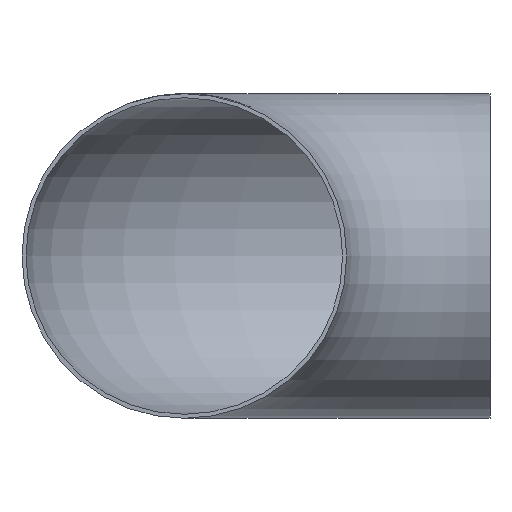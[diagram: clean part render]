
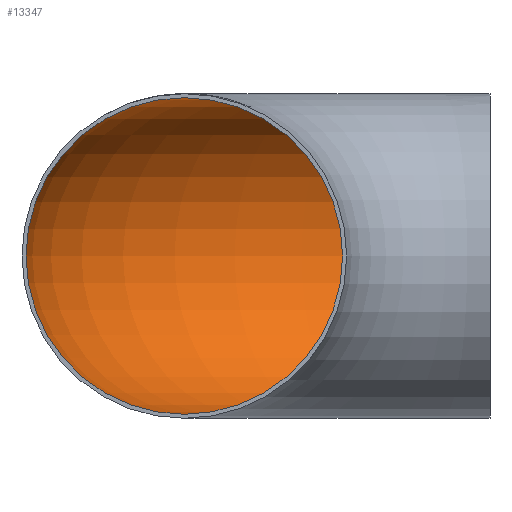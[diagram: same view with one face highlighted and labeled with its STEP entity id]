
A CAD part, front view. The second image highlights one B-rep face of the part: STEP entity #13347.
In plain terms, the highlighted toroidal (fillet/blend) face has major radius 305 mm and minor radius 157.95 mm.
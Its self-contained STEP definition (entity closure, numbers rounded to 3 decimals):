
#3155 = AXIS2_PLACEMENT_3D ( 'NONE', #14110, #17143, #3602 ) ;
#3602 = DIRECTION ( 'NONE',  ( 0., 0., 1. ) ) ;
#3872 = FACE_OUTER_BOUND ( 'NONE', #9815, .T. ) ;
#5325 = CIRCLE ( 'NONE', #22132, 157.95 ) ;
#6076 = DIRECTION ( 'NONE',  ( -1., 0., 0. ) ) ;
#6950 = TOROIDAL_SURFACE ( 'NONE', #11275, 305., 157.95 ) ;
#8120 = EDGE_LOOP ( 'NONE', ( #8891 ) ) ;
#8248 = VERTEX_POINT ( 'NONE', #13356 ) ;
#8891 = ORIENTED_EDGE ( 'NONE', *, *, #13452, .T. ) ;
#9815 = EDGE_LOOP ( 'NONE', ( #17118 ) ) ;
#10710 = CIRCLE ( 'NONE', #3155, 157.95 ) ;
#11275 = AXIS2_PLACEMENT_3D ( 'NONE', #11315, #18771, #6076 ) ;
#11315 = CARTESIAN_POINT ( 'NONE',  ( 0., 0., 0. ) ) ;
#13347 = ADVANCED_FACE ( 'NONE', ( #24380, #3872 ), #6950, .F. ) ;
#13356 = CARTESIAN_POINT ( 'NONE',  ( -305., 0., 157.95 ) ) ;
#13452 = EDGE_CURVE ( 'NONE', #13521, #13521, #5325, .T. ) ;
#13521 = VERTEX_POINT ( 'NONE', #26046 ) ;
#14110 = CARTESIAN_POINT ( 'NONE',  ( -305., 0., 0. ) ) ;
#16420 = CARTESIAN_POINT ( 'NONE',  ( 0., 305., 0. ) ) ;
#17118 = ORIENTED_EDGE ( 'NONE', *, *, #18839, .F. ) ;
#17143 = DIRECTION ( 'NONE',  ( 0., 1., 0. ) ) ;
#18771 = DIRECTION ( 'NONE',  ( 0., 0., -1. ) ) ;
#18839 = EDGE_CURVE ( 'NONE', #8248, #8248, #10710, .T. ) ;
#21664 = DIRECTION ( 'NONE',  ( 0., 1., 0. ) ) ;
#22132 = AXIS2_PLACEMENT_3D ( 'NONE', #16420, #24205, #21664 ) ;
#24205 = DIRECTION ( 'NONE',  ( 1., 0., 0. ) ) ;
#24380 = FACE_OUTER_BOUND ( 'NONE', #8120, .T. ) ;
#26046 = CARTESIAN_POINT ( 'NONE',  ( 0., 462.95, 0. ) ) ;
